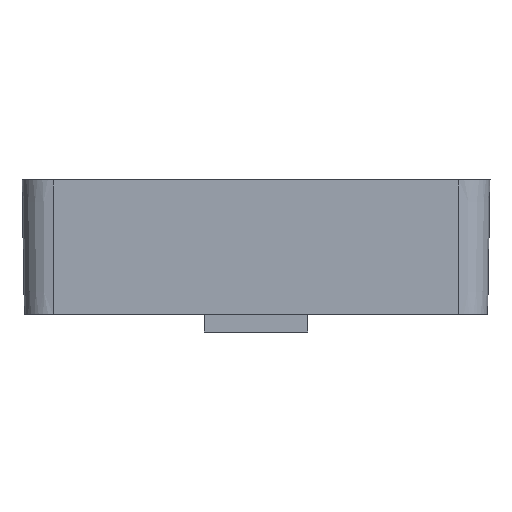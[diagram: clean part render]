
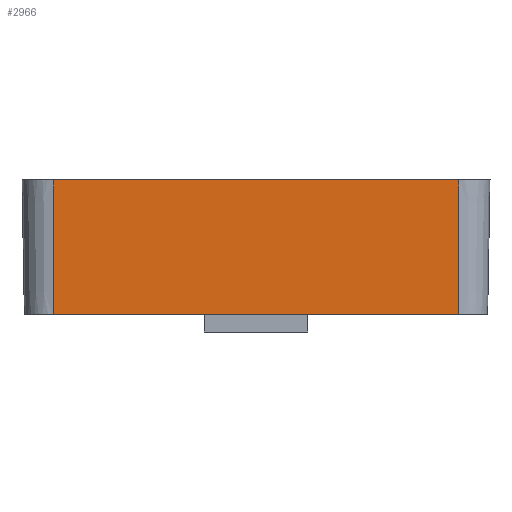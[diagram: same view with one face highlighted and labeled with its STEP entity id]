
A CAD part, front view. The second image highlights one B-rep face of the part: STEP entity #2966.
In plain terms, the highlighted planar face has unit normal (0, -1, -0.018).
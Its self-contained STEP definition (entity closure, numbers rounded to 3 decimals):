
#69 = EDGE_LOOP ( 'NONE', ( #4588, #1998, #2016, #2164, #321, #2073 ) ) ;
#321 = ORIENTED_EDGE ( 'NONE', *, *, #2587, .T. ) ;
#1998 = ORIENTED_EDGE ( 'NONE', *, *, #2610, .F. ) ;
#2016 = ORIENTED_EDGE ( 'NONE', *, *, #2567, .T. ) ;
#2073 = ORIENTED_EDGE ( 'NONE', *, *, #2608, .T. ) ;
#2094 = CARTESIAN_POINT ( 'NONE',  ( -5., -22.398, -13. ) ) ;
#2164 = ORIENTED_EDGE ( 'NONE', *, *, #2611, .F. ) ;
#2214 = CARTESIAN_POINT ( 'NONE',  ( -19.625, -22.398, -13. ) ) ;
#2241 = CARTESIAN_POINT ( 'NONE',  ( 19.625, -22.398, -13. ) ) ;
#2243 = CARTESIAN_POINT ( 'NONE',  ( 5., -22.398, -13. ) ) ;
#2269 = CARTESIAN_POINT ( 'NONE',  ( -19.625, -22.625, 0. ) ) ;
#2271 = CARTESIAN_POINT ( 'NONE',  ( 19.625, -22.625, 0. ) ) ;
#2272 = VERTEX_POINT ( 'NONE', #2094 ) ;
#2390 = VERTEX_POINT ( 'NONE', #2214 ) ;
#2405 = VERTEX_POINT ( 'NONE', #2241 ) ;
#2406 = VERTEX_POINT ( 'NONE', #2243 ) ;
#2420 = VERTEX_POINT ( 'NONE', #2269 ) ;
#2421 = VERTEX_POINT ( 'NONE', #2271 ) ;
#2567 = EDGE_CURVE ( 'NONE', #2390, #2272, #3349, .T. ) ;
#2587 = EDGE_CURVE ( 'NONE', #2406, #2405, #3384, .T. ) ;
#2608 = EDGE_CURVE ( 'NONE', #2405, #2421, #3006, .T. ) ;
#2609 = EDGE_CURVE ( 'NONE', #2420, #2421, #3007, .T. ) ;
#2610 = EDGE_CURVE ( 'NONE', #2390, #2420, #3009, .T. ) ;
#2611 = EDGE_CURVE ( 'NONE', #2406, #2272, #3011, .T. ) ;
#2951 = AXIS2_PLACEMENT_3D ( 'NONE', #3594, #3598, #3599 ) ;
#2966 = ADVANCED_FACE ( 'NONE', ( #3234 ), #3596, .T. ) ;
#3006 = LINE ( 'NONE', #4354, #3008 ) ;
#3007 = LINE ( 'NONE', #4373, #3010 ) ;
#3008 = VECTOR ( 'NONE', #4355, 1000. ) ;
#3009 = LINE ( 'NONE', #4375, #3012 ) ;
#3010 = VECTOR ( 'NONE', #4374, 1000. ) ;
#3011 = LINE ( 'NONE', #4377, #3014 ) ;
#3012 = VECTOR ( 'NONE', #4376, 1000. ) ;
#3014 = VECTOR ( 'NONE', #4379, 1000. ) ;
#3234 = FACE_OUTER_BOUND ( 'NONE', #69, .T. ) ;
#3349 = LINE ( 'NONE', #4160, #3354 ) ;
#3354 = VECTOR ( 'NONE', #4166, 1000. ) ;
#3384 = LINE ( 'NONE', #4325, #3388 ) ;
#3388 = VECTOR ( 'NONE', #4322, 1000. ) ;
#3594 = CARTESIAN_POINT ( 'NONE',  ( -19.625, -22.625, 0. ) ) ;
#3596 = PLANE ( 'NONE',  #2951 ) ;
#3598 = DIRECTION ( 'NONE',  ( 0., -1., -0.017 ) ) ;
#3599 = DIRECTION ( 'NONE',  ( 0., 0.017, -1. ) ) ;
#4160 = CARTESIAN_POINT ( 'NONE',  ( -19.625, -22.398, -13. ) ) ;
#4166 = DIRECTION ( 'NONE',  ( 1., 0., 0. ) ) ;
#4322 = DIRECTION ( 'NONE',  ( 1., 0., 0. ) ) ;
#4325 = CARTESIAN_POINT ( 'NONE',  ( -19.625, -22.398, -13. ) ) ;
#4354 = CARTESIAN_POINT ( 'NONE',  ( 19.625, -22.625, 0. ) ) ;
#4355 = DIRECTION ( 'NONE',  ( 0., -0.017, 1. ) ) ;
#4373 = CARTESIAN_POINT ( 'NONE',  ( -19.625, -22.625, 0. ) ) ;
#4374 = DIRECTION ( 'NONE',  ( 1., 0., 0. ) ) ;
#4375 = CARTESIAN_POINT ( 'NONE',  ( -19.625, -22.625, 0. ) ) ;
#4376 = DIRECTION ( 'NONE',  ( 0., -0.017, 1. ) ) ;
#4377 = CARTESIAN_POINT ( 'NONE',  ( 5., -22.398, -13. ) ) ;
#4379 = DIRECTION ( 'NONE',  ( -1., 0., 0. ) ) ;
#4588 = ORIENTED_EDGE ( 'NONE', *, *, #2609, .F. ) ;
